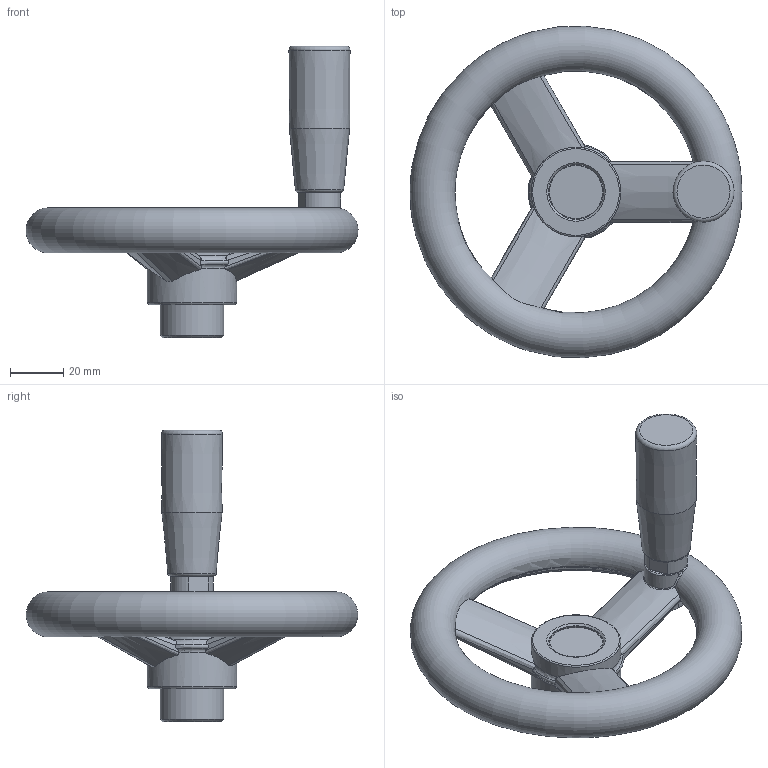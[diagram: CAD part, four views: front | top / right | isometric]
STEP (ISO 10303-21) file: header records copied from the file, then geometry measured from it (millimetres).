
FILE_DESCRIPTION( ( 'Unknown' ), '1' );
FILE_NAME( '61040010_VRA125-M.stp', 'Unknown', ( 'Unknown' ), ( 'Unknown' ), 'PSStep 10.0', 'Unknown', ' ' );
FILE_SCHEMA( ( 'automotive_design' ) );
Length unit declared in the file: millimetre
Products named in the file (1): 6104010
Bounding box: 124.98 x 124.81 x 109.91 mm (x, y, z)
Volume: 135228.5 mm3; surface area: 35360.8 mm2
Topology: 1 solids, 3 shells, 126 faces, 330 edges, 210 vertices
Faces by surface type: plane 42, bspline 29, cylinder 20, torus 20, cone 14, sphere 1
Full cylindrical faces by diameter (mm): 6 x1, 6.5 x1, 6.6 x1, 6.8 x1, 7.9 x1, 8 x1, 10 x2, 20 x1, 24 x1, 33.7 x2
Entity records: 7858 total; most frequent: CARTESIAN_POINT 4276, ORIENTED_EDGE 578, DIRECTION 414, EDGE_CURVE 289, VERTEX_POINT 199, AXIS2_PLACEMENT_3D 189, B_SPLINE_CURVE_WITH_KNOTS 162, EDGE_LOOP 161
